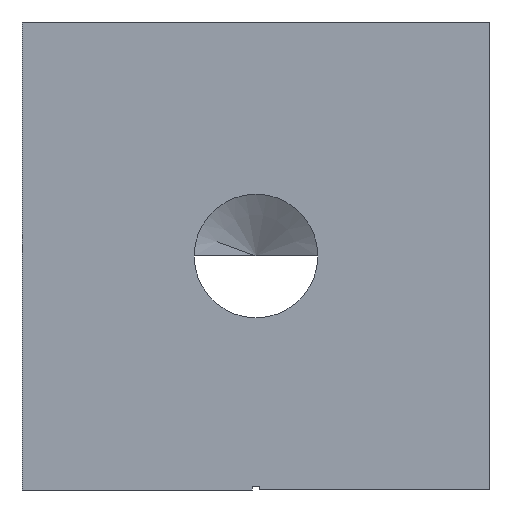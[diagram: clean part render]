
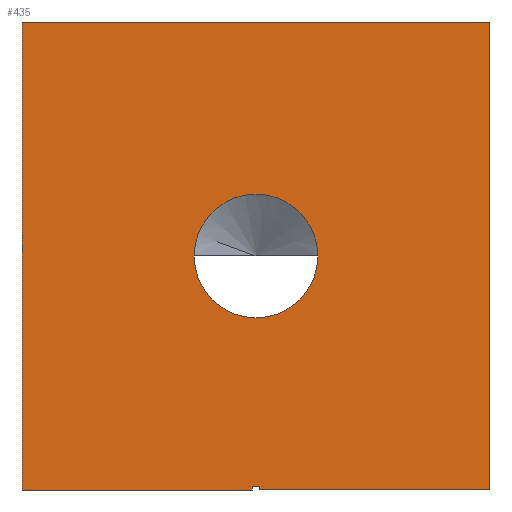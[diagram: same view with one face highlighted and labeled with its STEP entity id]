
A CAD part, front view. The second image highlights one B-rep face of the part: STEP entity #435.
In plain terms, the highlighted planar face has unit normal (0, -1, 0).
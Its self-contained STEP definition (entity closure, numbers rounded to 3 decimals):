
#3 = CARTESIAN_POINT ( 'NONE',  ( 0., -12.5, 7.9 ) ) ;
#33 = VECTOR ( 'NONE', #212, 1000. ) ;
#44 = VECTOR ( 'NONE', #447, 1000. ) ;
#54 = CARTESIAN_POINT ( 'NONE',  ( 6.25, -12.5, 0.1 ) ) ;
#61 = EDGE_CURVE ( 'NONE', #128, #403, #768, .T. ) ;
#97 = DIRECTION ( 'NONE',  ( 0., 0., -1. ) ) ;
#120 = VERTEX_POINT ( 'NONE', #948 ) ;
#128 = VERTEX_POINT ( 'NONE', #562 ) ;
#130 = EDGE_CURVE ( 'NONE', #610, #403, #570, .T. ) ;
#131 = LINE ( 'NONE', #271, #582 ) ;
#147 = ORIENTED_EDGE ( 'NONE', *, *, #61, .F. ) ;
#149 = ORIENTED_EDGE ( 'NONE', *, *, #542, .F. ) ;
#158 = VERTEX_POINT ( 'NONE', #728 ) ;
#159 = CARTESIAN_POINT ( 'NONE',  ( 0.1, -12.5, 0.1 ) ) ;
#170 = DIRECTION ( 'NONE',  ( 0., 0., -1. ) ) ;
#200 = DIRECTION ( 'NONE',  ( 0., 0., -1. ) ) ;
#209 = EDGE_CURVE ( 'NONE', #485, #128, #894, .T. ) ;
#211 = DIRECTION ( 'NONE',  ( 0., 0., 1. ) ) ;
#212 = DIRECTION ( 'NONE',  ( 1., 0., 0. ) ) ;
#218 = CIRCLE ( 'NONE', #653, 1.65 ) ;
#219 = EDGE_LOOP ( 'NONE', ( #820, #593, #945, #953, #304, #147, #630, #896 ) ) ;
#255 = LINE ( 'NONE', #54, #616 ) ;
#261 = VERTEX_POINT ( 'NONE', #3 ) ;
#271 = CARTESIAN_POINT ( 'NONE',  ( 6.25, -12.5, 0. ) ) ;
#279 = CARTESIAN_POINT ( 'NONE',  ( 0., -12.5, 4.6 ) ) ;
#287 = FACE_BOUND ( 'NONE', #799, .T. ) ;
#304 = ORIENTED_EDGE ( 'NONE', *, *, #130, .T. ) ;
#335 = DIRECTION ( 'NONE',  ( -1., 0., 0. ) ) ;
#366 = CARTESIAN_POINT ( 'NONE',  ( -0.1, -12.5, 0.1 ) ) ;
#378 = VECTOR ( 'NONE', #502, 1000. ) ;
#380 = CARTESIAN_POINT ( 'NONE',  ( 0., -12.5, 6.25 ) ) ;
#398 = VERTEX_POINT ( 'NONE', #279 ) ;
#403 = VERTEX_POINT ( 'NONE', #418 ) ;
#413 = FACE_OUTER_BOUND ( 'NONE', #219, .T. ) ;
#418 = CARTESIAN_POINT ( 'NONE',  ( 6.25, -12.5, 0. ) ) ;
#423 = VECTOR ( 'NONE', #200, 1000. ) ;
#427 = CARTESIAN_POINT ( 'NONE',  ( 6.25, -12.5, 12.5 ) ) ;
#435 = ADVANCED_FACE ( 'NONE', ( #413, #287 ), #577, .F. ) ;
#438 = EDGE_CURVE ( 'NONE', #445, #158, #862, .T. ) ;
#445 = VERTEX_POINT ( 'NONE', #366 ) ;
#447 = DIRECTION ( 'NONE',  ( 1., 0., 0. ) ) ;
#485 = VERTEX_POINT ( 'NONE', #841 ) ;
#493 = EDGE_CURVE ( 'NONE', #398, #261, #684, .T. ) ;
#502 = DIRECTION ( 'NONE',  ( 0., 0., -1. ) ) ;
#509 = CARTESIAN_POINT ( 'NONE',  ( 6.25, -12.5, 0. ) ) ;
#517 = VECTOR ( 'NONE', #97, 1000. ) ;
#542 = EDGE_CURVE ( 'NONE', #261, #398, #218, .T. ) ;
#550 = CARTESIAN_POINT ( 'NONE',  ( 6.25, -12.5, 12.5 ) ) ;
#562 = CARTESIAN_POINT ( 'NONE',  ( 6.25, -12.5, 12.5 ) ) ;
#570 = LINE ( 'NONE', #509, #33 ) ;
#577 = PLANE ( 'NONE',  #682 ) ;
#579 = VERTEX_POINT ( 'NONE', #934 ) ;
#582 = VECTOR ( 'NONE', #783, 1000. ) ;
#588 = EDGE_CURVE ( 'NONE', #120, #445, #255, .T. ) ;
#593 = ORIENTED_EDGE ( 'NONE', *, *, #438, .F. ) ;
#610 = VERTEX_POINT ( 'NONE', #719 ) ;
#616 = VECTOR ( 'NONE', #335, 1000. ) ;
#630 = ORIENTED_EDGE ( 'NONE', *, *, #209, .F. ) ;
#638 = CARTESIAN_POINT ( 'NONE',  ( -6.25, -12.5, 12.5 ) ) ;
#653 = AXIS2_PLACEMENT_3D ( 'NONE', #380, #833, #759 ) ;
#670 = AXIS2_PLACEMENT_3D ( 'NONE', #753, #905, #170 ) ;
#682 = AXIS2_PLACEMENT_3D ( 'NONE', #427, #878, #211 ) ;
#684 = CIRCLE ( 'NONE', #670, 1.65 ) ;
#707 = EDGE_CURVE ( 'NONE', #120, #610, #829, .T. ) ;
#719 = CARTESIAN_POINT ( 'NONE',  ( 0.1, -12.5, 0. ) ) ;
#720 = LINE ( 'NONE', #638, #423 ) ;
#728 = CARTESIAN_POINT ( 'NONE',  ( -0.1, -12.5, 0. ) ) ;
#751 = EDGE_CURVE ( 'NONE', #579, #158, #131, .T. ) ;
#753 = CARTESIAN_POINT ( 'NONE',  ( 0., -12.5, 6.25 ) ) ;
#759 = DIRECTION ( 'NONE',  ( 0., 0., -1. ) ) ;
#768 = LINE ( 'NONE', #550, #517 ) ;
#770 = DIRECTION ( 'NONE',  ( 0., 0., -1. ) ) ;
#783 = DIRECTION ( 'NONE',  ( 1., 0., 0. ) ) ;
#799 = EDGE_LOOP ( 'NONE', ( #933, #149 ) ) ;
#800 = EDGE_CURVE ( 'NONE', #485, #579, #720, .T. ) ;
#805 = VECTOR ( 'NONE', #770, 1000. ) ;
#809 = CARTESIAN_POINT ( 'NONE',  ( -0.1, -12.5, 0.1 ) ) ;
#820 = ORIENTED_EDGE ( 'NONE', *, *, #751, .T. ) ;
#829 = LINE ( 'NONE', #159, #805 ) ;
#830 = CARTESIAN_POINT ( 'NONE',  ( 6.25, -12.5, 12.5 ) ) ;
#833 = DIRECTION ( 'NONE',  ( 0., -1., 0. ) ) ;
#841 = CARTESIAN_POINT ( 'NONE',  ( -6.25, -12.5, 12.5 ) ) ;
#862 = LINE ( 'NONE', #809, #378 ) ;
#878 = DIRECTION ( 'NONE',  ( 0., 1., 0. ) ) ;
#894 = LINE ( 'NONE', #830, #44 ) ;
#896 = ORIENTED_EDGE ( 'NONE', *, *, #800, .T. ) ;
#905 = DIRECTION ( 'NONE',  ( 0., -1., 0. ) ) ;
#933 = ORIENTED_EDGE ( 'NONE', *, *, #493, .F. ) ;
#934 = CARTESIAN_POINT ( 'NONE',  ( -6.25, -12.5, 0. ) ) ;
#945 = ORIENTED_EDGE ( 'NONE', *, *, #588, .F. ) ;
#948 = CARTESIAN_POINT ( 'NONE',  ( 0.1, -12.5, 0.1 ) ) ;
#953 = ORIENTED_EDGE ( 'NONE', *, *, #707, .T. ) ;
